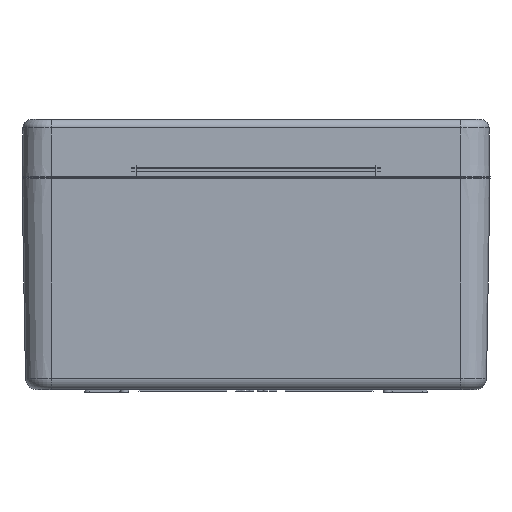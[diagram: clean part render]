
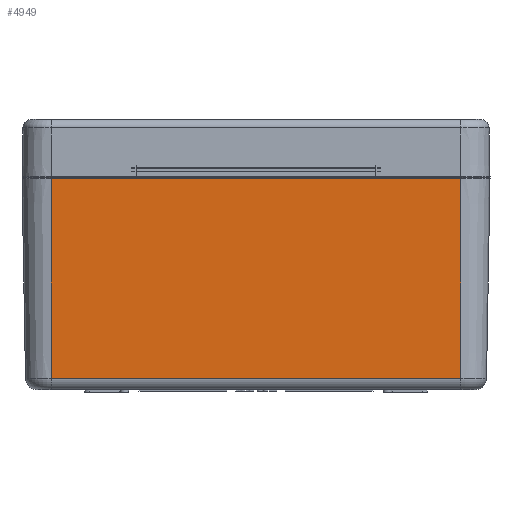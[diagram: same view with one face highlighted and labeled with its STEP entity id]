
A CAD part, left-side view. The second image highlights one B-rep face of the part: STEP entity #4949.
In plain terms, the highlighted planar face has unit normal (-1, 0, -0.018).
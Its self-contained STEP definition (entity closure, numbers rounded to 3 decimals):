
#4830=CARTESIAN_POINT('',(-279.995,-70.,-0.305));
#4831=VERTEX_POINT('',#4830);
#4856=CARTESIAN_POINT('',(-279.995,70.,-0.305));
#4857=VERTEX_POINT('',#4856);
#4865=CARTESIAN_POINT('',(-279.995,70.,-0.305));
#4866=DIRECTION('',(0.0,-1.0,0.0));
#4867=VECTOR('',#4866,140.);
#4868=LINE('',#4865,#4867);
#4869=EDGE_CURVE('',#4857,#4831,#4868,.T.);
#4919=CARTESIAN_POINT('',(-280.,70.,0.0));
#4920=DIRECTION('',(-1.,0.0,-0.017));
#4921=DIRECTION('',(0.0,1.0,0.0));
#4922=AXIS2_PLACEMENT_3D('',#4919,#4920,#4921);
#4923=PLANE('',#4922);
#4924=ORIENTED_EDGE('',*,*,#4869,.F.);
#4925=CARTESIAN_POINT('',(-278.803,70.,-68.57));
#4926=VERTEX_POINT('',#4925);
#4927=CARTESIAN_POINT('',(-279.995,70.,-0.305));
#4928=DIRECTION('',(0.017,0.0,-1.));
#4929=VECTOR('',#4928,68.275);
#4930=LINE('',#4927,#4929);
#4931=EDGE_CURVE('',#4857,#4926,#4930,.T.);
#4932=ORIENTED_EDGE('',*,*,#4931,.T.);
#4933=CARTESIAN_POINT('',(-278.803,-70.,-68.57));
#4934=VERTEX_POINT('',#4933);
#4935=CARTESIAN_POINT('',(-278.803,-70.,-68.57));
#4936=DIRECTION('',(0.0,1.0,0.0));
#4937=VECTOR('',#4936,140.);
#4938=LINE('',#4935,#4937);
#4939=EDGE_CURVE('',#4934,#4926,#4938,.T.);
#4940=ORIENTED_EDGE('',*,*,#4939,.F.);
#4941=CARTESIAN_POINT('',(-279.995,-70.,-0.305));
#4942=DIRECTION('',(0.017,0.0,-1.));
#4943=VECTOR('',#4942,68.275);
#4944=LINE('',#4941,#4943);
#4945=EDGE_CURVE('',#4831,#4934,#4944,.T.);
#4946=ORIENTED_EDGE('',*,*,#4945,.F.);
#4947=EDGE_LOOP('',(#4924,#4932,#4940,#4946));
#4948=FACE_OUTER_BOUND('',#4947,.T.);
#4949=ADVANCED_FACE('',(#4948),#4923,.T.);
